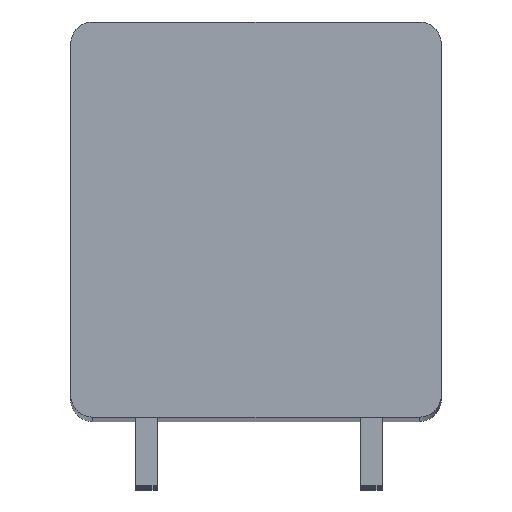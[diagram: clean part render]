
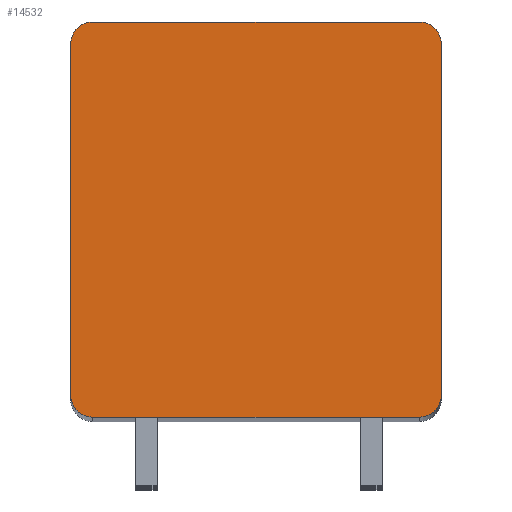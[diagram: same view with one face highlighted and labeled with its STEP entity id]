
A CAD part, top view. The second image highlights one B-rep face of the part: STEP entity #14532.
In plain terms, the highlighted planar face has unit normal (0, 0, 1).
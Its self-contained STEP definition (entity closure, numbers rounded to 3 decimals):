
#2478=CARTESIAN_POINT('',(-5.95,6.4,2.5));
#2479=DIRECTION('',(0.,0.,1.));
#2480=DIRECTION('',(0.,1.,0.));
#2481=AXIS2_PLACEMENT_3D('',#2478,#2479,#2480);
#2483=DIRECTION('',(-1.,0.,0.));
#2484=VECTOR('',#2483,11.9);
#2485=CARTESIAN_POINT('',(5.95,7.2,2.5));
#2486=LINE('',#2485,#2484);
#2487=CARTESIAN_POINT('',(5.95,6.4,2.5));
#2488=DIRECTION('',(0.,0.,1.));
#2489=DIRECTION('',(1.,0.,0.));
#2490=AXIS2_PLACEMENT_3D('',#2487,#2488,#2489);
#2492=DIRECTION('',(0.,1.,0.));
#2493=VECTOR('',#2492,12.8);
#2494=CARTESIAN_POINT('',(6.75,-6.4,2.5));
#2495=LINE('',#2494,#2493);
#2496=CARTESIAN_POINT('',(5.95,-6.4,2.5));
#2497=DIRECTION('',(0.,0.,1.));
#2498=DIRECTION('',(0.,-1.,0.));
#2499=AXIS2_PLACEMENT_3D('',#2496,#2497,#2498);
#2501=DIRECTION('',(1.,0.,0.));
#2502=VECTOR('',#2501,11.9);
#2503=CARTESIAN_POINT('',(-5.95,-7.2,2.5));
#2504=LINE('',#2503,#2502);
#2505=CARTESIAN_POINT('',(-5.95,-6.4,2.5));
#2506=DIRECTION('',(0.,0.,1.));
#2507=DIRECTION('',(-1.,0.,0.));
#2508=AXIS2_PLACEMENT_3D('',#2505,#2506,#2507);
#2510=DIRECTION('',(0.,-1.,0.));
#2511=VECTOR('',#2510,12.8);
#2512=CARTESIAN_POINT('',(-6.75,6.4,2.5));
#2513=LINE('',#2512,#2511);
#10419=CARTESIAN_POINT('',(-5.95,7.2,2.5));
#10420=VERTEX_POINT('',#10419);
#10421=CARTESIAN_POINT('',(-6.75,6.4,2.5));
#10422=VERTEX_POINT('',#10421);
#10427=CARTESIAN_POINT('',(6.75,6.4,2.5));
#10428=VERTEX_POINT('',#10427);
#10429=CARTESIAN_POINT('',(5.95,7.2,2.5));
#10430=VERTEX_POINT('',#10429);
#10435=CARTESIAN_POINT('',(-6.75,-6.4,2.5));
#10436=VERTEX_POINT('',#10435);
#10437=CARTESIAN_POINT('',(-5.95,-7.2,2.5));
#10438=VERTEX_POINT('',#10437);
#10443=CARTESIAN_POINT('',(5.95,-7.2,2.5));
#10444=VERTEX_POINT('',#10443);
#10445=CARTESIAN_POINT('',(6.75,-6.4,2.5));
#10446=VERTEX_POINT('',#10445);
#14517=CARTESIAN_POINT('',(0.,0.,2.5));
#14518=DIRECTION('',(0.,0.,1.));
#14519=DIRECTION('',(1.,0.,0.));
#14520=AXIS2_PLACEMENT_3D('',#14517,#14518,#14519);
#14521=PLANE('',#14520);
#14522=ORIENTED_EDGE('',*,*,#13081,.F.);
#14523=ORIENTED_EDGE('',*,*,#13097,.F.);
#14524=ORIENTED_EDGE('',*,*,#13542,.F.);
#14525=ORIENTED_EDGE('',*,*,#13557,.F.);
#14526=ORIENTED_EDGE('',*,*,#13930,.F.);
#14527=ORIENTED_EDGE('',*,*,#13943,.F.);
#14528=ORIENTED_EDGE('',*,*,#14318,.F.);
#14529=ORIENTED_EDGE('',*,*,#14330,.F.);
#14530=EDGE_LOOP('',(#14522,#14523,#14524,#14525,#14526,#14527,#14528,#14529));
#14531=FACE_OUTER_BOUND('',#14530,.F.);
#2482=CIRCLE('',#2481,0.8);
#2491=CIRCLE('',#2490,0.8);
#2500=CIRCLE('',#2499,0.8);
#2509=CIRCLE('',#2508,0.8);
#13081=EDGE_CURVE('',#10420,#10422,#2482,.T.);
#13097=EDGE_CURVE('',#10430,#10420,#2486,.T.);
#13542=EDGE_CURVE('',#10428,#10430,#2491,.T.);
#13557=EDGE_CURVE('',#10446,#10428,#2495,.T.);
#13930=EDGE_CURVE('',#10444,#10446,#2500,.T.);
#13943=EDGE_CURVE('',#10438,#10444,#2504,.T.);
#14318=EDGE_CURVE('',#10436,#10438,#2509,.T.);
#14330=EDGE_CURVE('',#10422,#10436,#2513,.T.);
#14532=ADVANCED_FACE('',(#14531),#14521,.T.);
